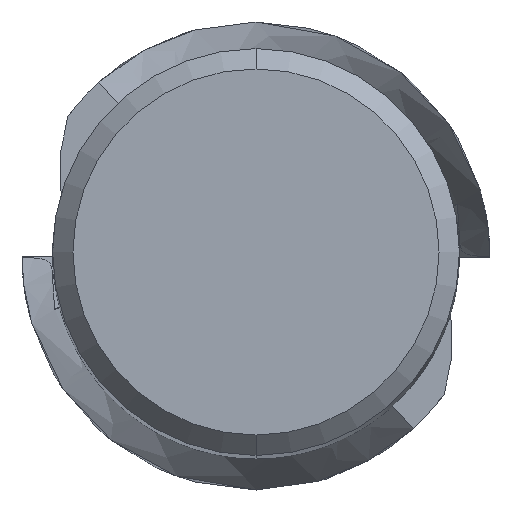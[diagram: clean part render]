
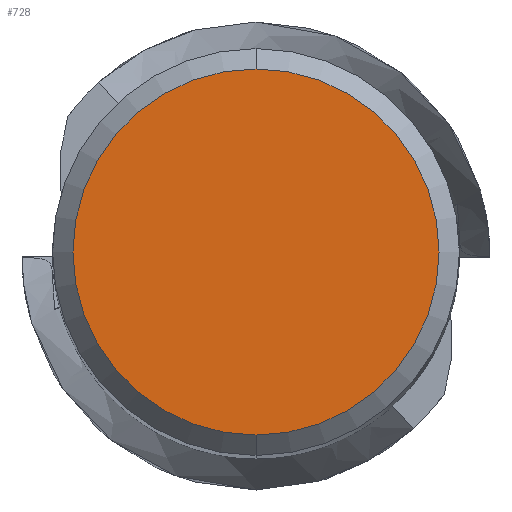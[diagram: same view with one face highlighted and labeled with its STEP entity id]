
A CAD part, top view. The second image highlights one B-rep face of the part: STEP entity #728.
In plain terms, the highlighted planar face has unit normal (0, 0, 1).
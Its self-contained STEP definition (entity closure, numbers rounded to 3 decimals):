
#652=VERTEX_POINT('',#1342);
#728=ADVANCED_FACE('',(#1425),#1426,.T.);
#778=EDGE_CURVE('',#652,#802,#1482,.T.);
#802=VERTEX_POINT('',#1508);
#908=EDGE_CURVE('',#802,#652,#1626,.T.);
#1342=CARTESIAN_POINT('',(0.0,5.4,0.0));
#1425=FACE_OUTER_BOUND('',#3871,.T.);
#1426=PLANE('',#3872);
#1482=CIRCLE('',#4712,5.4);
#1508=CARTESIAN_POINT('',(0.,-5.4,0.0));
#1626=CIRCLE('',#5268,5.4);
#3871=EDGE_LOOP('',(#6122,#6123));
#3872=AXIS2_PLACEMENT_3D('',#6124,#6125,#6126);
#4712=AXIS2_PLACEMENT_3D('',#6188,#6189,#6190);
#5268=AXIS2_PLACEMENT_3D('',#6367,#6368,#6369);
#6122=ORIENTED_EDGE('',*,*,#778,.F.);
#6123=ORIENTED_EDGE('',*,*,#908,.F.);
#6124=CARTESIAN_POINT('',(0.0,2.7,0.0));
#6125=DIRECTION('',(-0.0,0.0,1.0));
#6126=DIRECTION('',(0.0,-1.0,0.0));
#6188=CARTESIAN_POINT('',(0.0,0.0,0.0));
#6189=DIRECTION('',(0.0,0.0,-1.0));
#6190=DIRECTION('',(0.0,1.0,0.0));
#6367=CARTESIAN_POINT('',(0.0,0.0,0.0));
#6368=DIRECTION('',(0.0,0.0,-1.0));
#6369=DIRECTION('',(0.0,1.0,0.0));
